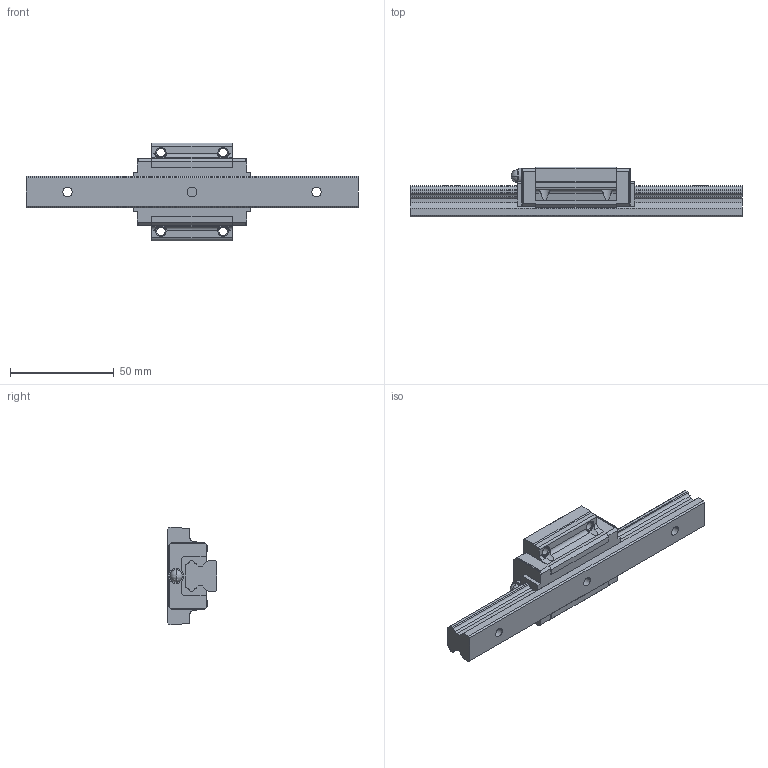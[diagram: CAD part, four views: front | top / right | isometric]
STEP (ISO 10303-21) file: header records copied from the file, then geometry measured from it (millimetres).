
FILE_DESCRIPTION( ( '' ), '1' );
FILE_NAME( 'HSR15 A 1 SS +160L( 20PB1021B051.7000).stp', '2015-10-08T14:52:42', ( '' ), ( '' ), ' ', ' ', ' ' );
FILE_SCHEMA( ( 'automotive_design' ) );
Length unit declared in the file: millimetre
Products named in the file (3): 1; 2; 3
Bounding box: 160 x 24 x 47 mm (x, y, z)
Volume: 61103.7 mm3; surface area: 20969.4 mm2
Topology: 3 solids, 3 shells, 206 faces, 567 edges, 370 vertices
Faces by surface type: plane 134, cylinder 54, cone 16, sphere 2
Entity records: 13017 total; most frequent: CARTESIAN_POINT 1278, STYLED_ITEM 1142, PRESENTATION_STYLE_ASSIGNMENT 1142, COLOUR_RGB 1142, ORIENTED_EDGE 1126, DIRECTION 1100, EDGE_CURVE 563, CURVE_STYLE 563
